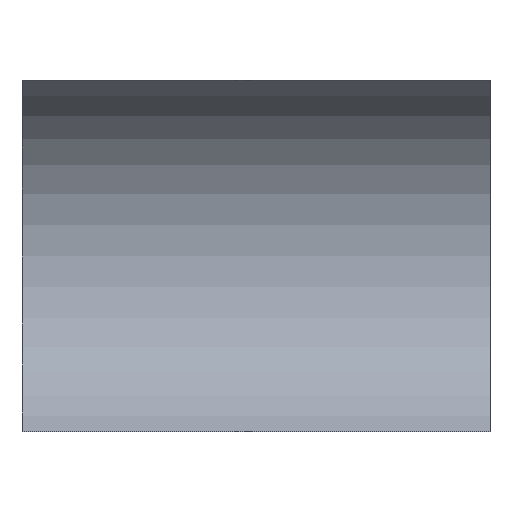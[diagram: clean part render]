
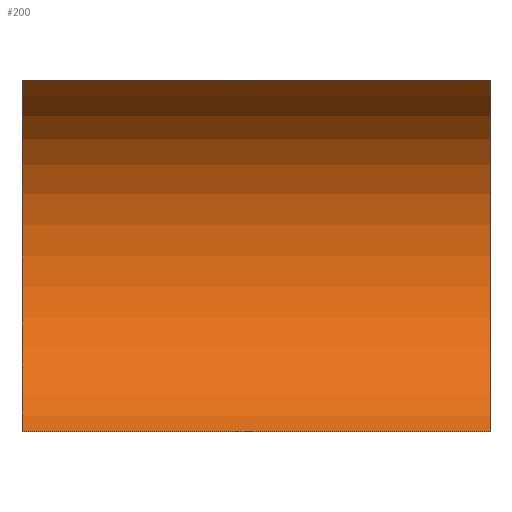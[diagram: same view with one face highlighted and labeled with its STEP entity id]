
A CAD part, left-side view. The second image highlights one B-rep face of the part: STEP entity #200.
In plain terms, the highlighted cylindrical face has radius 3.3 mm (diameter 6.6 mm), a partial arc.
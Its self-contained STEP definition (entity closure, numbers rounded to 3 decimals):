
#1 = VERTEX_POINT ( 'NONE', #143 ) ;
#6 = DIRECTION ( 'NONE',  ( 0., 0., -1. ) ) ;
#11 = AXIS2_PLACEMENT_3D ( 'NONE', #91, #50, #159 ) ;
#12 = DIRECTION ( 'NONE',  ( 0., 0., 1. ) ) ;
#14 = VECTOR ( 'NONE', #165, 1000. ) ;
#21 = ORIENTED_EDGE ( 'NONE', *, *, #187, .T. ) ;
#25 = ORIENTED_EDGE ( 'NONE', *, *, #126, .T. ) ;
#28 = DIRECTION ( 'NONE',  ( 0., -1., 0. ) ) ;
#48 = LINE ( 'NONE', #175, #14 ) ;
#49 = CARTESIAN_POINT ( 'NONE',  ( -5.3, 8., 3. ) ) ;
#50 = DIRECTION ( 'NONE',  ( 0., -1., 0. ) ) ;
#54 = VERTEX_POINT ( 'NONE', #129 ) ;
#58 = CYLINDRICAL_SURFACE ( 'NONE', #63, 3.3 ) ;
#60 = DIRECTION ( 'NONE',  ( 0., -1., 0. ) ) ;
#63 = AXIS2_PLACEMENT_3D ( 'NONE', #49, #122, #6 ) ;
#82 = CARTESIAN_POINT ( 'NONE',  ( -5.3, 8., 3. ) ) ;
#87 = CARTESIAN_POINT ( 'NONE',  ( -3.925, 8., 0. ) ) ;
#91 = CARTESIAN_POINT ( 'NONE',  ( -5.3, 0., 3. ) ) ;
#93 = CARTESIAN_POINT ( 'NONE',  ( -3.925, 0., 6. ) ) ;
#102 = CARTESIAN_POINT ( 'NONE',  ( -3.925, 8., 0. ) ) ;
#108 = LINE ( 'NONE', #87, #130 ) ;
#122 = DIRECTION ( 'NONE',  ( 0., -1., 0. ) ) ;
#125 = ORIENTED_EDGE ( 'NONE', *, *, #152, .F. ) ;
#126 = EDGE_CURVE ( 'NONE', #54, #184, #183, .T. ) ;
#129 = CARTESIAN_POINT ( 'NONE',  ( -3.925, 0., 0. ) ) ;
#130 = VECTOR ( 'NONE', #60, 1000. ) ;
#136 = EDGE_LOOP ( 'NONE', ( #25, #125, #177, #21 ) ) ;
#139 = VERTEX_POINT ( 'NONE', #102 ) ;
#143 = CARTESIAN_POINT ( 'NONE',  ( -3.925, 8., 6. ) ) ;
#145 = EDGE_CURVE ( 'NONE', #139, #1, #174, .T. ) ;
#152 = EDGE_CURVE ( 'NONE', #1, #184, #48, .T. ) ;
#159 = DIRECTION ( 'NONE',  ( 0., 0., 1. ) ) ;
#165 = DIRECTION ( 'NONE',  ( 0., -1., 0. ) ) ;
#166 = AXIS2_PLACEMENT_3D ( 'NONE', #82, #28, #12 ) ;
#174 = CIRCLE ( 'NONE', #166, 3.3 ) ;
#175 = CARTESIAN_POINT ( 'NONE',  ( -3.925, 8., 6. ) ) ;
#177 = ORIENTED_EDGE ( 'NONE', *, *, #145, .F. ) ;
#183 = CIRCLE ( 'NONE', #11, 3.3 ) ;
#184 = VERTEX_POINT ( 'NONE', #93 ) ;
#186 = FACE_OUTER_BOUND ( 'NONE', #136, .T. ) ;
#187 = EDGE_CURVE ( 'NONE', #139, #54, #108, .T. ) ;
#200 = ADVANCED_FACE ( 'NONE', ( #186 ), #58, .F. ) ;
